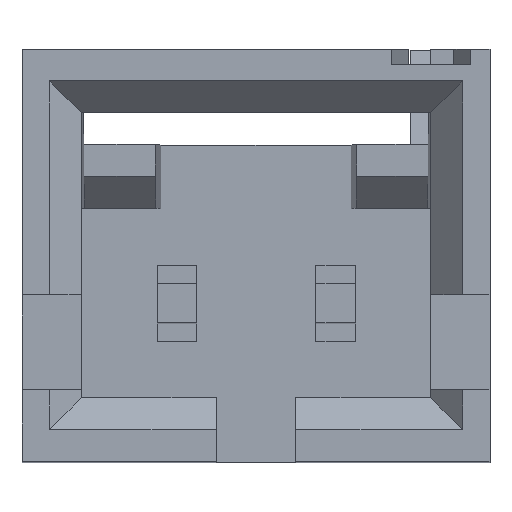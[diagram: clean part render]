
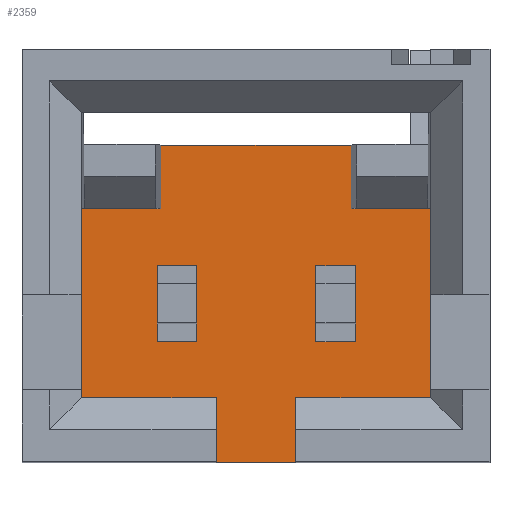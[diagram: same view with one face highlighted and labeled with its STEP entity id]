
A CAD part, top view. The second image highlights one B-rep face of the part: STEP entity #2359.
In plain terms, the highlighted planar face has unit normal (0, 0, 1).
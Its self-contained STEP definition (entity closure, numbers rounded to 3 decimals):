
#306=DIRECTION('',(0.,1.,0.));
#307=VECTOR('',#306,3.04);
#308=CARTESIAN_POINT('',(-2.795,-1.52,-8.89));
#309=LINE('',#308,#307);
#532=DIRECTION('',(-1.,0.,0.));
#533=VECTOR('',#532,3.05);
#534=CARTESIAN_POINT('',(1.525,2.54,-8.89));
#535=LINE('',#534,#533);
#668=DIRECTION('',(0.,1.,0.));
#669=VECTOR('',#668,3.04);
#670=CARTESIAN_POINT('',(2.795,-1.52,-8.89));
#671=LINE('',#670,#669);
#692=DIRECTION('',(1.,0.,0.));
#693=VECTOR('',#692,1.27);
#694=CARTESIAN_POINT('',(-0.635,-2.54,-8.89));
#695=LINE('',#694,#693);
#746=DIRECTION('',(0.,1.,0.));
#747=VECTOR('',#746,1.219);
#748=CARTESIAN_POINT('',(0.958,-0.61,-8.89));
#749=LINE('',#748,#747);
#750=DIRECTION('',(1.,0.,0.));
#751=VECTOR('',#750,0.635);
#752=CARTESIAN_POINT('',(0.958,-0.61,-8.89));
#753=LINE('',#752,#751);
#754=DIRECTION('',(0.,1.,0.));
#755=VECTOR('',#754,1.219);
#756=CARTESIAN_POINT('',(1.593,-0.61,-8.89));
#757=LINE('',#756,#755);
#758=DIRECTION('',(1.,0.,0.));
#759=VECTOR('',#758,0.635);
#760=CARTESIAN_POINT('',(0.958,0.61,-8.89));
#761=LINE('',#760,#759);
#762=DIRECTION('',(0.,1.,0.));
#763=VECTOR('',#762,1.219);
#764=CARTESIAN_POINT('',(-1.583,-0.61,-8.89));
#765=LINE('',#764,#763);
#766=DIRECTION('',(1.,0.,0.));
#767=VECTOR('',#766,0.635);
#768=CARTESIAN_POINT('',(-1.583,-0.61,-8.89));
#769=LINE('',#768,#767);
#770=DIRECTION('',(0.,1.,0.));
#771=VECTOR('',#770,1.219);
#772=CARTESIAN_POINT('',(-0.948,-0.61,-8.89));
#773=LINE('',#772,#771);
#774=DIRECTION('',(1.,0.,0.));
#775=VECTOR('',#774,0.635);
#776=CARTESIAN_POINT('',(-1.583,0.61,-8.89));
#777=LINE('',#776,#775);
#778=DIRECTION('',(-1.,0.,0.));
#779=VECTOR('',#778,2.16);
#780=CARTESIAN_POINT('',(2.795,-1.52,-8.89));
#781=LINE('',#780,#779);
#782=DIRECTION('',(0.,1.,0.));
#783=VECTOR('',#782,1.02);
#784=CARTESIAN_POINT('',(0.635,-2.54,-8.89));
#785=LINE('',#784,#783);
#786=DIRECTION('',(0.,-1.,0.));
#787=VECTOR('',#786,1.02);
#788=CARTESIAN_POINT('',(-0.635,-1.52,-8.89));
#789=LINE('',#788,#787);
#790=DIRECTION('',(-1.,0.,0.));
#791=VECTOR('',#790,2.16);
#792=CARTESIAN_POINT('',(-0.635,-1.52,-8.89));
#793=LINE('',#792,#791);
#794=DIRECTION('',(0.,-1.,0.));
#795=VECTOR('',#794,1.02);
#796=CARTESIAN_POINT('',(1.525,2.54,-8.89));
#797=LINE('',#796,#795);
#1098=DIRECTION('',(-1.,0.,0.));
#1099=VECTOR('',#1098,1.27);
#1100=CARTESIAN_POINT('',(-1.525,1.52,-8.89));
#1101=LINE('',#1100,#1099);
#1110=DIRECTION('',(-1.,0.,0.));
#1111=VECTOR('',#1110,1.27);
#1112=CARTESIAN_POINT('',(2.795,1.52,-8.89));
#1113=LINE('',#1112,#1111);
#1142=DIRECTION('',(0.,-1.,0.));
#1143=VECTOR('',#1142,1.02);
#1144=CARTESIAN_POINT('',(-1.525,2.54,-8.89));
#1145=LINE('',#1144,#1143);
#1170=CARTESIAN_POINT('',(2.795,-1.52,-8.89));
#1171=CARTESIAN_POINT('',(2.795,1.52,-8.89));
#1172=VERTEX_POINT('',#1170);
#1173=VERTEX_POINT('',#1171);
#1174=CARTESIAN_POINT('',(-2.795,-1.52,-8.89));
#1175=CARTESIAN_POINT('',(-2.795,1.52,-8.89));
#1176=VERTEX_POINT('',#1174);
#1177=VERTEX_POINT('',#1175);
#1236=CARTESIAN_POINT('',(0.958,-0.61,-8.89));
#1237=CARTESIAN_POINT('',(0.958,0.61,-8.89));
#1238=VERTEX_POINT('',#1236);
#1239=VERTEX_POINT('',#1237);
#1240=CARTESIAN_POINT('',(1.593,-0.61,-8.89));
#1241=CARTESIAN_POINT('',(1.593,0.61,-8.89));
#1242=VERTEX_POINT('',#1240);
#1243=VERTEX_POINT('',#1241);
#1252=CARTESIAN_POINT('',(-0.635,-2.54,-8.89));
#1253=CARTESIAN_POINT('',(0.635,-2.54,-8.89));
#1254=VERTEX_POINT('',#1252);
#1255=VERTEX_POINT('',#1253);
#1260=CARTESIAN_POINT('',(-0.635,-1.52,-8.89));
#1261=VERTEX_POINT('',#1260);
#1262=CARTESIAN_POINT('',(0.635,-1.52,-8.89));
#1263=VERTEX_POINT('',#1262);
#1264=CARTESIAN_POINT('',(1.525,2.54,-8.89));
#1265=CARTESIAN_POINT('',(-1.525,2.54,-8.89));
#1266=VERTEX_POINT('',#1264);
#1267=VERTEX_POINT('',#1265);
#1272=CARTESIAN_POINT('',(-1.525,1.52,-8.89));
#1274=VERTEX_POINT('',#1272);
#1276=CARTESIAN_POINT('',(1.525,1.52,-8.89));
#1278=VERTEX_POINT('',#1276);
#1398=CARTESIAN_POINT('',(-1.583,-0.61,-8.89));
#1399=CARTESIAN_POINT('',(-1.583,0.61,-8.89));
#1400=VERTEX_POINT('',#1398);
#1401=VERTEX_POINT('',#1399);
#1402=CARTESIAN_POINT('',(-0.948,-0.61,-8.89));
#1403=CARTESIAN_POINT('',(-0.948,0.61,-8.89));
#1404=VERTEX_POINT('',#1402);
#1405=VERTEX_POINT('',#1403);
#2316=CARTESIAN_POINT('',(2.795,-1.52,-8.89));
#2317=DIRECTION('',(0.,0.,-1.));
#2318=DIRECTION('',(0.,1.,0.));
#2319=AXIS2_PLACEMENT_3D('',#2316,#2317,#2318);
#2320=PLANE('',#2319);
#2321=ORIENTED_EDGE('',*,*,#1666,.T.);
#2322=ORIENTED_EDGE('',*,*,#2277,.F.);
#2323=ORIENTED_EDGE('',*,*,#2288,.F.);
#2324=ORIENTED_EDGE('',*,*,#1635,.F.);
#2325=ORIENTED_EDGE('',*,*,#1651,.T.);
#2326=ORIENTED_EDGE('',*,*,#1692,.T.);
#2328=ORIENTED_EDGE('',*,*,#2327,.F.);
#2330=ORIENTED_EDGE('',*,*,#2329,.F.);
#2331=ORIENTED_EDGE('',*,*,#1979,.F.);
#2333=ORIENTED_EDGE('',*,*,#2332,.T.);
#2335=ORIENTED_EDGE('',*,*,#2334,.F.);
#2336=ORIENTED_EDGE('',*,*,#2218,.F.);
#2337=EDGE_LOOP('',(#2321,#2322,#2323,#2324,#2325,#2326,#2328,#2330,#2331,#2333,
#2335,#2336));
#2338=FACE_OUTER_BOUND('',#2337,.F.);
#2340=ORIENTED_EDGE('',*,*,#2339,.F.);
#2342=ORIENTED_EDGE('',*,*,#2341,.T.);
#2344=ORIENTED_EDGE('',*,*,#2343,.T.);
#2346=ORIENTED_EDGE('',*,*,#2345,.F.);
#2347=EDGE_LOOP('',(#2340,#2342,#2344,#2346));
#2348=FACE_BOUND('',#2347,.F.);
#2350=ORIENTED_EDGE('',*,*,#2349,.F.);
#2352=ORIENTED_EDGE('',*,*,#2351,.T.);
#2354=ORIENTED_EDGE('',*,*,#2353,.T.);
#2356=ORIENTED_EDGE('',*,*,#2355,.F.);
#2357=EDGE_LOOP('',(#2350,#2352,#2354,#2356));
#2358=FACE_BOUND('',#2357,.F.);
#1635=EDGE_CURVE('',#1261,#1254,#789,.T.);
#1651=EDGE_CURVE('',#1261,#1176,#793,.T.);
#1666=EDGE_CURVE('',#1172,#1263,#781,.T.);
#1692=EDGE_CURVE('',#1176,#1177,#309,.T.);
#1979=EDGE_CURVE('',#1266,#1267,#535,.T.);
#2218=EDGE_CURVE('',#1172,#1173,#671,.T.);
#2277=EDGE_CURVE('',#1255,#1263,#785,.T.);
#2288=EDGE_CURVE('',#1254,#1255,#695,.T.);
#2327=EDGE_CURVE('',#1274,#1177,#1101,.T.);
#2329=EDGE_CURVE('',#1267,#1274,#1145,.T.);
#2332=EDGE_CURVE('',#1266,#1278,#797,.T.);
#2334=EDGE_CURVE('',#1173,#1278,#1113,.T.);
#2339=EDGE_CURVE('',#1400,#1401,#765,.T.);
#2341=EDGE_CURVE('',#1400,#1404,#769,.T.);
#2343=EDGE_CURVE('',#1404,#1405,#773,.T.);
#2345=EDGE_CURVE('',#1401,#1405,#777,.T.);
#2349=EDGE_CURVE('',#1238,#1239,#749,.T.);
#2351=EDGE_CURVE('',#1238,#1242,#753,.T.);
#2353=EDGE_CURVE('',#1242,#1243,#757,.T.);
#2355=EDGE_CURVE('',#1239,#1243,#761,.T.);
#2359=ADVANCED_FACE('',(#2338,#2348,#2358),#2320,.F.);
